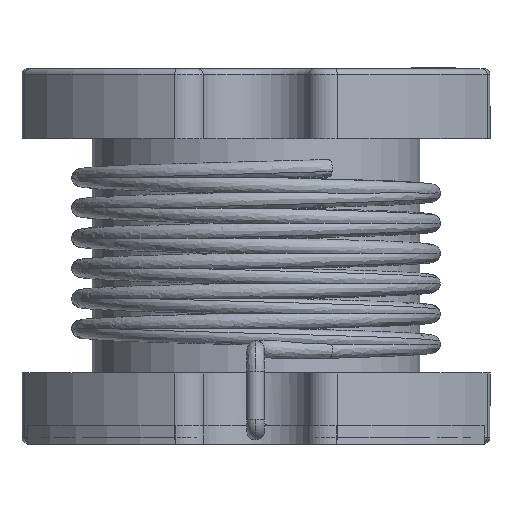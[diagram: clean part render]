
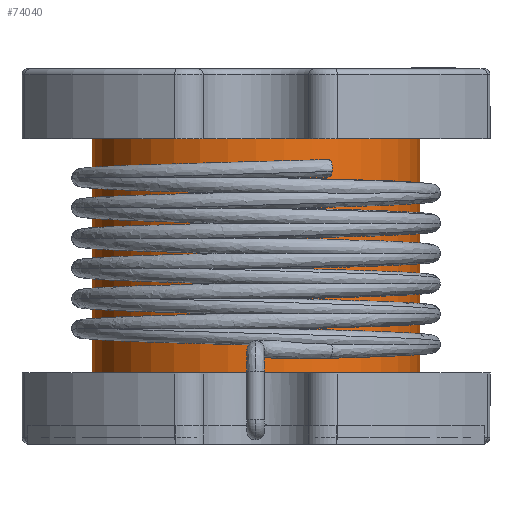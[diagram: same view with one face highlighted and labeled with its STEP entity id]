
A CAD part, front view. The second image highlights one B-rep face of the part: STEP entity #74040.
In plain terms, the highlighted cylindrical face has radius 1.4 mm (diameter 2.8 mm), a partial arc.
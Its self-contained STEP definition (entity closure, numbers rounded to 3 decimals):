
#448 = CARTESIAN_POINT ( 'NONE',  ( 1.4, 0., 0.6 ) ) ;
#2761 = LINE ( 'NONE', #31360, #79810 ) ;
#7835 = DIRECTION ( 'NONE',  ( 0., 0., 1. ) ) ;
#8286 = DIRECTION ( 'NONE',  ( 1., 0., 0. ) ) ;
#11600 = EDGE_CURVE ( 'NONE', #90624, #90141, #53822, .T. ) ;
#12992 = ORIENTED_EDGE ( 'NONE', *, *, #49702, .T. ) ;
#13830 = VERTEX_POINT ( 'NONE', #56211 ) ;
#22063 = AXIS2_PLACEMENT_3D ( 'NONE', #24415, #59062, #87616 ) ;
#22685 = DIRECTION ( 'NONE',  ( 0., 0., 1. ) ) ;
#22910 = DIRECTION ( 'NONE',  ( 0., 0., -1. ) ) ;
#23033 = FACE_OUTER_BOUND ( 'NONE', #65883, .T. ) ;
#24415 = CARTESIAN_POINT ( 'NONE',  ( 0., 0., 2.6 ) ) ;
#31360 = CARTESIAN_POINT ( 'NONE',  ( -1.4, 0., 2.6 ) ) ;
#41875 = ORIENTED_EDGE ( 'NONE', *, *, #71714, .F. ) ;
#42366 = DIRECTION ( 'NONE',  ( 1., 0., 0. ) ) ;
#43167 = ORIENTED_EDGE ( 'NONE', *, *, #88108, .F. ) ;
#43316 = CIRCLE ( 'NONE', #55297, 1.4 ) ;
#44326 = VECTOR ( 'NONE', #22910, 1000. ) ;
#47387 = CARTESIAN_POINT ( 'NONE',  ( 1.4, 0., 2.6 ) ) ;
#48567 = ORIENTED_EDGE ( 'NONE', *, *, #11600, .T. ) ;
#49702 = EDGE_CURVE ( 'NONE', #13830, #90624, #2761, .T. ) ;
#51572 = CYLINDRICAL_SURFACE ( 'NONE', #22063, 1.4 ) ;
#53822 = CIRCLE ( 'NONE', #56821, 1.4 ) ;
#55297 = AXIS2_PLACEMENT_3D ( 'NONE', #79916, #7835, #8286 ) ;
#56211 = CARTESIAN_POINT ( 'NONE',  ( -1.4, 0., 2.6 ) ) ;
#56821 = AXIS2_PLACEMENT_3D ( 'NONE', #78403, #22685, #42366 ) ;
#59062 = DIRECTION ( 'NONE',  ( 0., 0., -1. ) ) ;
#62981 = VERTEX_POINT ( 'NONE', #47387 ) ;
#65883 = EDGE_LOOP ( 'NONE', ( #41875, #43167, #12992, #48567 ) ) ;
#71714 = EDGE_CURVE ( 'NONE', #62981, #90141, #73472, .T. ) ;
#73472 = LINE ( 'NONE', #87045, #44326 ) ;
#74040 = ADVANCED_FACE ( 'NONE', ( #23033 ), #51572, .T. ) ;
#74408 = DIRECTION ( 'NONE',  ( 0., 0., -1. ) ) ;
#78403 = CARTESIAN_POINT ( 'NONE',  ( 0., 0., 0.6 ) ) ;
#79810 = VECTOR ( 'NONE', #74408, 1000. ) ;
#79916 = CARTESIAN_POINT ( 'NONE',  ( 0., 0., 2.6 ) ) ;
#83604 = CARTESIAN_POINT ( 'NONE',  ( -1.4, 0., 0.6 ) ) ;
#87045 = CARTESIAN_POINT ( 'NONE',  ( 1.4, 0., 2.6 ) ) ;
#87616 = DIRECTION ( 'NONE',  ( -1., 0., 0. ) ) ;
#88108 = EDGE_CURVE ( 'NONE', #13830, #62981, #43316, .T. ) ;
#90141 = VERTEX_POINT ( 'NONE', #448 ) ;
#90624 = VERTEX_POINT ( 'NONE', #83604 ) ;
